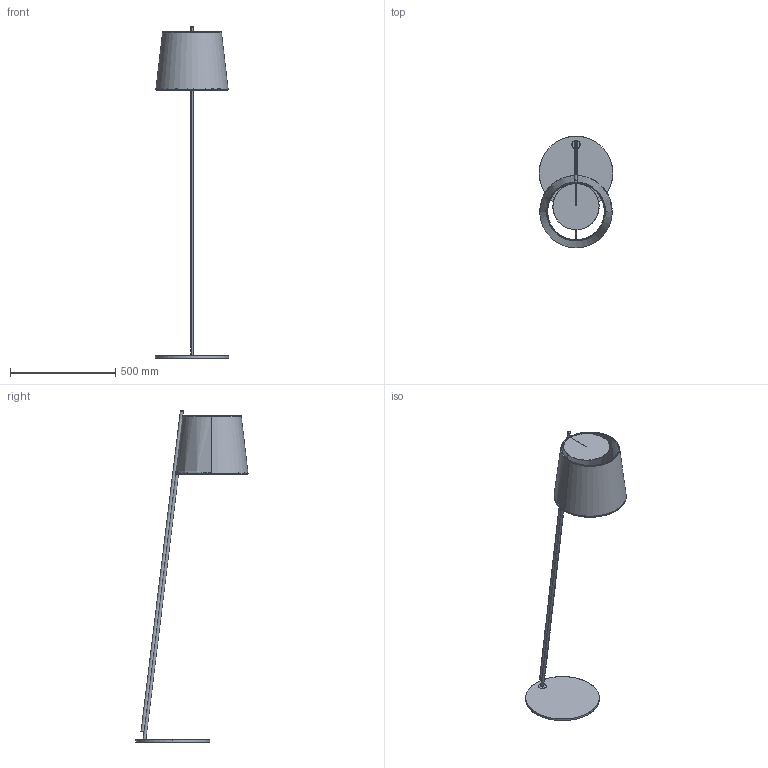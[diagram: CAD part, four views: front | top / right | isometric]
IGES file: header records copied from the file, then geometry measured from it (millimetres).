
Start section: SolidWorks IGES file using analytic representation for surfaces
Global section: file name: 25-8540.IGS; native system: SolidWorks 2020; preprocessor: SolidWorks 2020; author: dromero; date: 210805.114131; units: millimetre
Bounding box: 350 x 533.09 x 1579.93 mm (x, y, z)
Surface area: 954117.8 mm2 (no closed solid volume)
Topology: 0 solids, 0 shells, 91 faces, 2008 edges, 2007 vertices
Faces by surface type: revolution 58, bspline 33
